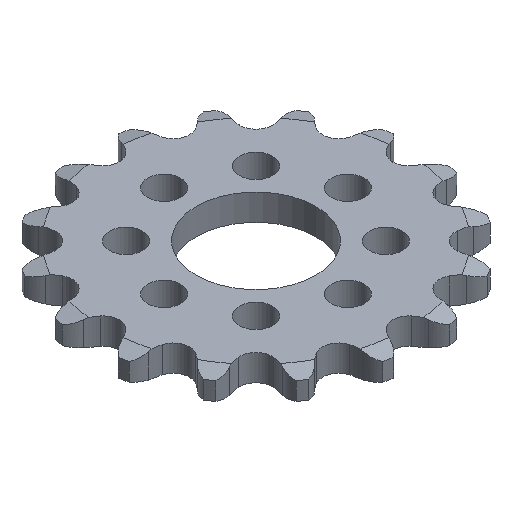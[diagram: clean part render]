
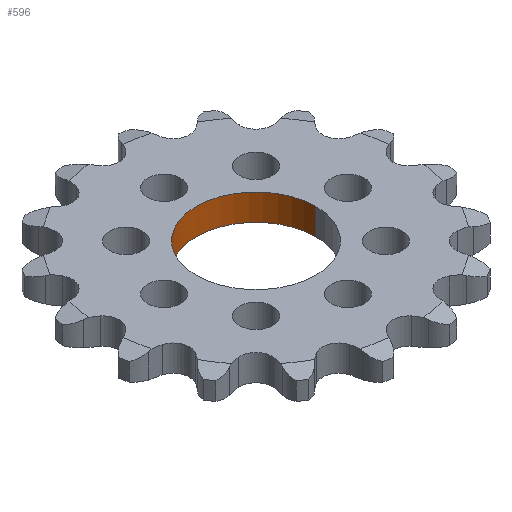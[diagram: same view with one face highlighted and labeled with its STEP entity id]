
A CAD part, isometric view. The second image highlights one B-rep face of the part: STEP entity #596.
In plain terms, the highlighted cylindrical face has radius 6.363 mm (diameter 12.725 mm), a partial arc.
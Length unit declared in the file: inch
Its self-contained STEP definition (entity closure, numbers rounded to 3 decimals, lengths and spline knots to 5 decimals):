
#137 = CARTESIAN_POINT ( 'NONE',  ( 0., 0., -0.055 ) ) ;
#140 = CIRCLE ( 'NONE', #877, 0.2505 ) ;
#404 = VERTEX_POINT ( 'NONE', #3609 ) ;
#448 = DIRECTION ( 'NONE',  ( 0., 0., -1. ) ) ;
#556 = LINE ( 'NONE', #4930, #4151 ) ;
#596 = ADVANCED_FACE ( 'NONE', ( #4994 ), #3515, .F. ) ;
#733 = VERTEX_POINT ( 'NONE', #1615 ) ;
#877 = AXIS2_PLACEMENT_3D ( 'NONE', #1883, #5029, #2339 ) ;
#881 = DIRECTION ( 'NONE',  ( 0., 0., -1. ) ) ;
#1533 = EDGE_LOOP ( 'NONE', ( #3779, #3621, #1986, #2988 ) ) ;
#1549 = EDGE_CURVE ( 'NONE', #404, #733, #556, .T. ) ;
#1615 = CARTESIAN_POINT ( 'NONE',  ( 0.2505, 0., -0.055 ) ) ;
#1715 = CARTESIAN_POINT ( 'NONE',  ( -0.2505, 0., 0.055 ) ) ;
#1883 = CARTESIAN_POINT ( 'NONE',  ( 0., 0., 0.055 ) ) ;
#1955 = DIRECTION ( 'NONE',  ( 0., 0., -1. ) ) ;
#1986 = ORIENTED_EDGE ( 'NONE', *, *, #3428, .T. ) ;
#2339 = DIRECTION ( 'NONE',  ( -1., 0., 0. ) ) ;
#2971 = VECTOR ( 'NONE', #4980, 39.37008 ) ;
#2988 = ORIENTED_EDGE ( 'NONE', *, *, #5472, .T. ) ;
#3025 = CIRCLE ( 'NONE', #3323, 0.2505 ) ;
#3118 = LINE ( 'NONE', #3634, #2971 ) ;
#3132 = CARTESIAN_POINT ( 'NONE',  ( -0.2505, 0., -0.055 ) ) ;
#3323 = AXIS2_PLACEMENT_3D ( 'NONE', #3566, #881, #4025 ) ;
#3354 = VERTEX_POINT ( 'NONE', #3132 ) ;
#3428 = EDGE_CURVE ( 'NONE', #4546, #3354, #3118, .T. ) ;
#3515 = CYLINDRICAL_SURFACE ( 'NONE', #4793, 0.2505 ) ;
#3566 = CARTESIAN_POINT ( 'NONE',  ( 0., 0., -0.055 ) ) ;
#3609 = CARTESIAN_POINT ( 'NONE',  ( 0.2505, 0., 0.055 ) ) ;
#3621 = ORIENTED_EDGE ( 'NONE', *, *, #4701, .F. ) ;
#3634 = CARTESIAN_POINT ( 'NONE',  ( -0.2505, 0., -0.055 ) ) ;
#3779 = ORIENTED_EDGE ( 'NONE', *, *, #1549, .F. ) ;
#4025 = DIRECTION ( 'NONE',  ( -1., 0., 0. ) ) ;
#4151 = VECTOR ( 'NONE', #448, 39.37008 ) ;
#4546 = VERTEX_POINT ( 'NONE', #1715 ) ;
#4701 = EDGE_CURVE ( 'NONE', #4546, #404, #140, .T. ) ;
#4793 = AXIS2_PLACEMENT_3D ( 'NONE', #137, #1955, #5096 ) ;
#4930 = CARTESIAN_POINT ( 'NONE',  ( 0.2505, 0., -0.055 ) ) ;
#4980 = DIRECTION ( 'NONE',  ( 0., 0., -1. ) ) ;
#4994 = FACE_OUTER_BOUND ( 'NONE', #1533, .T. ) ;
#5029 = DIRECTION ( 'NONE',  ( 0., 0., -1. ) ) ;
#5096 = DIRECTION ( 'NONE',  ( -1., 0., 0. ) ) ;
#5472 = EDGE_CURVE ( 'NONE', #3354, #733, #3025, .T. ) ;
